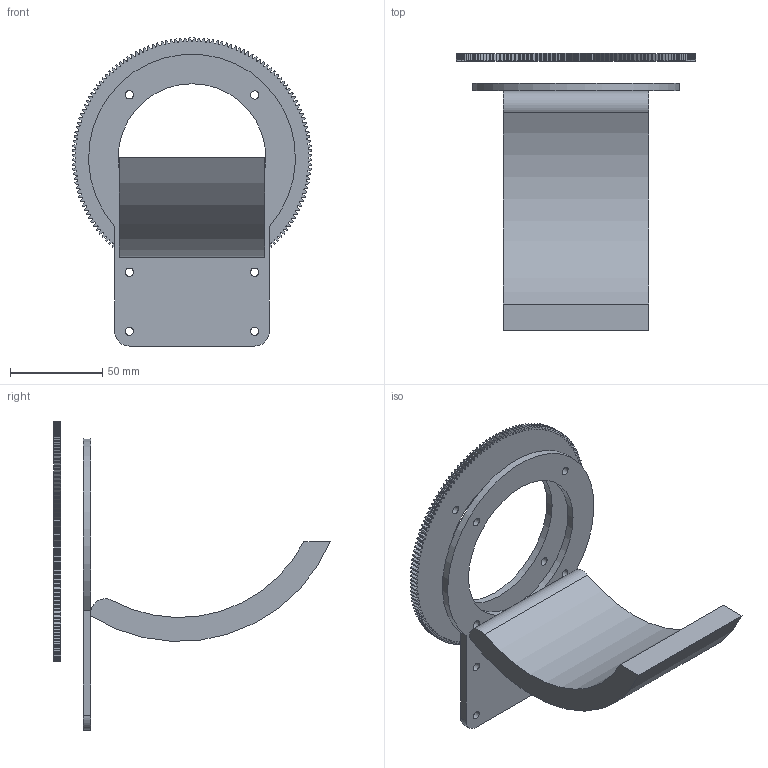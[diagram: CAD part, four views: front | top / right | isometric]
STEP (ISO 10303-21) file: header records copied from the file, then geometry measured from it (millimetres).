
FILE_DESCRIPTION(/* description */ ('STEP AP242','CAx-IF Rec.Pracs.---Representation and Presentation of Product Manufacturing Information (PMI)---4.0---2014-10-13','CAx-IF Rec.Pracs.---3D Tessellated Geometry---0.4---2014-09-14','2;1'),/* implementation_level */ '2;1');
FILE_NAME(/* name */ '66761f900f7cd2336f919fbb',/* time_stamp */ '2024-06-22T00:49:21Z',/* author */ (''),/* organization */ (''),/* preprocessor_version */ 'ST-DEVELOPER v20',/* originating_system */ ' ',/* authorisation */ ' ');
FILE_SCHEMA (('AP242_MANAGED_MODEL_BASED_3D_ENGINEERING_MIM_LF { 1 0 10303 442 1 1 4 }'));
Length unit declared in the file: metre
Products named in the file (3): Shloop; Mount; Fat Gear
Bounding box: 129.59 x 149.84 x 166.78 mm (x, y, z)
Volume: 211808 mm3; surface area: 69186.4 mm2
Topology: 3 solids, 3 shells, 991 faces, 2959 edges, 1974 vertices
Faces by surface type: cylinder 660, bspline 320, plane 11
Full cylindrical faces by diameter (mm): 4.5 x12, 80 x2
Entity records: 37148 total; most frequent: CARTESIAN_POINT 11345, ORIENTED_EDGE 5882, DIRECTION 4969, EDGE_CURVE 2941, AXIS2_PLACEMENT_3D 1994, VERTEX_POINT 1970, CIRCLE 1320, EDGE_LOOP 1033
